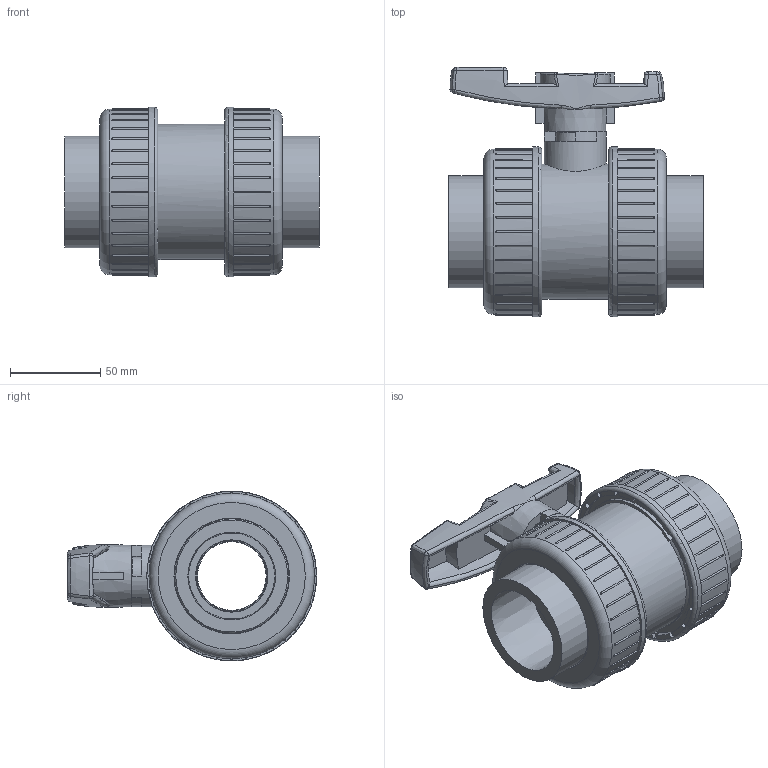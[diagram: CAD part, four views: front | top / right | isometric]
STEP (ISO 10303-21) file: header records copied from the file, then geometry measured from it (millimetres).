
FILE_DESCRIPTION(/* description */ (''),/* implementation_level */ '2;1');
FILE_NAME(/* name */ '50双由令球阀(灰）.stp',/* time_stamp */ '2023-08-05T13:28:24+08:00',/* author */ (''),/* organization */ (''),/* preprocessor_version */ 'ST-DEVELOPER v16',/* originating_system */ 'SIEMENS PLM Software NX 10.0',/* authorisation */ '');
FILE_SCHEMA (('AUTOMOTIVE_DESIGN { 1 0 10303 214 3 1 1 1 }'));
Length unit declared in the file: millimetre
Products named in the file (1): gelv05102A4Cw5h8
Bounding box: 140.9 x 138 x 94 mm (x, y, z)
Volume: 522174.9 mm3; surface area: 201850 mm2
Topology: 16 solids, 16 shells, 769 faces, 2197 edges, 1401 vertices
Faces by surface type: plane 351, cylinder 204, sphere 85, bspline 67, torus 53, cone 9
Full cylindrical faces by diameter (mm): 17 x4, 21 x3, 22 x1, 23 x2, 25 x1, 34.136 x1, 38 x1, 39 x2, 40 x4, 45.2 x3, 46 x1, 47 x3, 50.6 x3, 51 x1, 55.5 x1, 56.14 x3, 59.4 x3, 61.5 x1, 62 x2, 63.4 x2, 64 x2, 65 x1, 66 x2, 66.4 x1, 72.4 x2, 75 x8, 85 x2, 91.5 x2, 94 x2
Entity records: 35254 total; most frequent: CARTESIAN_POINT 17373, ORIENTED_EDGE 3724, DIRECTION 3546, EDGE_CURVE 1862, AXIS2_PLACEMENT_3D 1412, VERTEX_POINT 1265, EDGE_LOOP 921, ADVANCED_FACE 760
